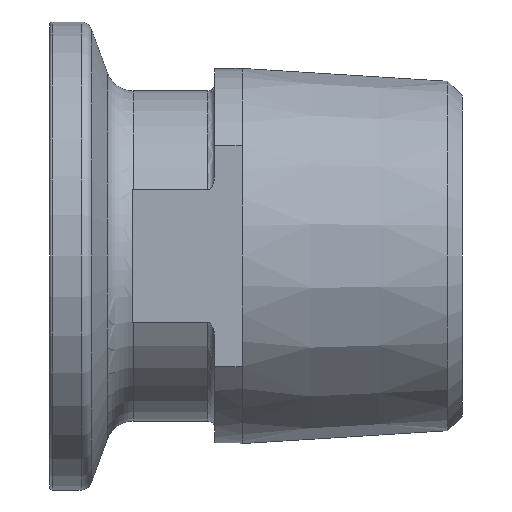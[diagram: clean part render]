
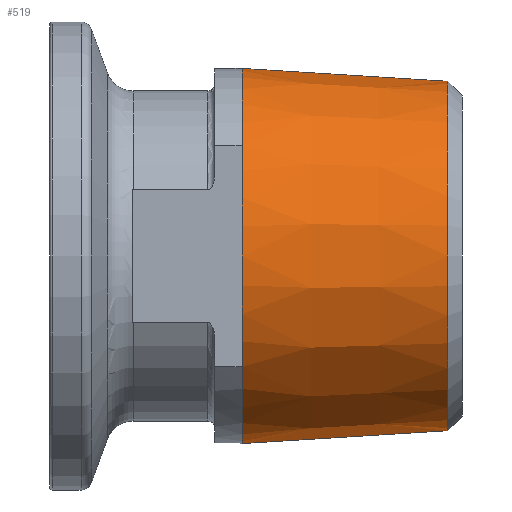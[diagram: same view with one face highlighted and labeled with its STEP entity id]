
A CAD part, front view. The second image highlights one B-rep face of the part: STEP entity #519.
In plain terms, the highlighted conical face has half-angle 3.576 degrees and reference radius 12.624 mm.
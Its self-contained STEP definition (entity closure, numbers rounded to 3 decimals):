
#9 = DIRECTION ( 'NONE',  ( 0., 0., 1. ) ) ;
#13 = EDGE_CURVE ( 'NONE', #511, #847, #298, .T. ) ;
#32 = DIRECTION ( 'NONE',  ( -1., 0., 0. ) ) ;
#67 = CARTESIAN_POINT ( 'NONE',  ( 13.989, -11., -8.04 ) ) ;
#71 = EDGE_CURVE ( 'NONE', #879, #221, #940, .T. ) ;
#72 = CARTESIAN_POINT ( 'NONE',  ( 30., 0., -12.624 ) ) ;
#79 = CONICAL_SURFACE ( 'NONE', #1185, 12.624, 0.062 ) ;
#106 = AXIS2_PLACEMENT_3D ( 'NONE', #997, #979, #635 ) ;
#108 = CIRCLE ( 'NONE', #243, 12.691 ) ;
#139 = EDGE_LOOP ( 'NONE', ( #410, #1106, #725, #800, #1145, #1021, #488, #280 ) ) ;
#221 = VERTEX_POINT ( 'NONE', #1348 ) ;
#234 = CARTESIAN_POINT ( 'NONE',  ( 28.933, 0., 0. ) ) ;
#243 = AXIS2_PLACEMENT_3D ( 'NONE', #234, #564, #910 ) ;
#263 = CIRCLE ( 'NONE', #1028, 13.625 ) ;
#280 = ORIENTED_EDGE ( 'NONE', *, *, #613, .F. ) ;
#298 = B_SPLINE_CURVE_WITH_KNOTS ( 'NONE', 3,
 ( #1162, #701, #1045, #1373 ),
 .UNSPECIFIED., .F., .F.,
 ( 4, 4 ),
 ( 0.025, 0.025 ),
 .UNSPECIFIED. ) ;
#329 = EDGE_CURVE ( 'NONE', #501, #481, #923, .T. ) ;
#358 = DIRECTION ( 'NONE',  ( -1., 0., 0. ) ) ;
#381 = CARTESIAN_POINT ( 'NONE',  ( 13.993, -11., 8.04 ) ) ;
#393 = CARTESIAN_POINT ( 'NONE',  ( 13.989, -11., 8.04 ) ) ;
#410 = ORIENTED_EDGE ( 'NONE', *, *, #1019, .F. ) ;
#417 = CARTESIAN_POINT ( 'NONE',  ( 30., 0., 0. ) ) ;
#468 = DIRECTION ( 'NONE',  ( 0., 0., 1. ) ) ;
#481 = VERTEX_POINT ( 'NONE', #1290 ) ;
#488 = ORIENTED_EDGE ( 'NONE', *, *, #13, .T. ) ;
#501 = VERTEX_POINT ( 'NONE', #1196 ) ;
#509 = EDGE_CURVE ( 'NONE', #481, #511, #515, .T. ) ;
#510 = DIRECTION ( 'NONE',  ( -0.998, 0., -0.062 ) ) ;
#511 = VERTEX_POINT ( 'NONE', #1414 ) ;
#515 = CIRCLE ( 'NONE', #106, 13.624 ) ;
#516 = CARTESIAN_POINT ( 'NONE',  ( 30., 0., 12.624 ) ) ;
#519 = ADVANCED_FACE ( 'NONE', ( #737 ), #79, .T. ) ;
#564 = DIRECTION ( 'NONE',  ( -1., 0., 0. ) ) ;
#596 = VERTEX_POINT ( 'NONE', #872 ) ;
#611 = CARTESIAN_POINT ( 'NONE',  ( 28.933, 0., -12.691 ) ) ;
#613 = EDGE_CURVE ( 'NONE', #596, #847, #263, .T. ) ;
#617 = CARTESIAN_POINT ( 'NONE',  ( 13.996, -11., 8.039 ) ) ;
#635 = DIRECTION ( 'NONE',  ( 0., 0., -1. ) ) ;
#636 = EDGE_CURVE ( 'NONE', #1267, #879, #108, .T. ) ;
#701 = CARTESIAN_POINT ( 'NONE',  ( 13.996, -11., -8.039 ) ) ;
#715 = CIRCLE ( 'NONE', #1261, 13.625 ) ;
#725 = ORIENTED_EDGE ( 'NONE', *, *, #71, .T. ) ;
#737 = FACE_OUTER_BOUND ( 'NONE', #139, .T. ) ;
#800 = ORIENTED_EDGE ( 'NONE', *, *, #1094, .F. ) ;
#847 = VERTEX_POINT ( 'NONE', #67 ) ;
#849 = DIRECTION ( 'NONE',  ( -1., 0., 0. ) ) ;
#872 = CARTESIAN_POINT ( 'NONE',  ( 13.989, 0., -13.625 ) ) ;
#878 = DIRECTION ( 'NONE',  ( 0., 0., 1. ) ) ;
#879 = VERTEX_POINT ( 'NONE', #1058 ) ;
#910 = DIRECTION ( 'NONE',  ( 0., 0., -1. ) ) ;
#923 = B_SPLINE_CURVE_WITH_KNOTS ( 'NONE', 3,
 ( #393, #381, #617, #1159 ),
 .UNSPECIFIED., .F., .F.,
 ( 4, 4 ),
 ( 0.026, 0.026 ),
 .UNSPECIFIED. ) ;
#940 = LINE ( 'NONE', #516, #1144 ) ;
#979 = DIRECTION ( 'NONE',  ( 1., 0., 0. ) ) ;
#997 = CARTESIAN_POINT ( 'NONE',  ( 14., 0., 0. ) ) ;
#1019 = EDGE_CURVE ( 'NONE', #1267, #596, #1316, .T. ) ;
#1021 = ORIENTED_EDGE ( 'NONE', *, *, #509, .T. ) ;
#1028 = AXIS2_PLACEMENT_3D ( 'NONE', #1218, #358, #878 ) ;
#1045 = CARTESIAN_POINT ( 'NONE',  ( 13.993, -11., -8.04 ) ) ;
#1058 = CARTESIAN_POINT ( 'NONE',  ( 28.933, 0., 12.691 ) ) ;
#1094 = EDGE_CURVE ( 'NONE', #501, #221, #715, .T. ) ;
#1106 = ORIENTED_EDGE ( 'NONE', *, *, #636, .T. ) ;
#1144 = VECTOR ( 'NONE', #1211, 1000. ) ;
#1145 = ORIENTED_EDGE ( 'NONE', *, *, #329, .T. ) ;
#1159 = CARTESIAN_POINT ( 'NONE',  ( 14., -11., 8.039 ) ) ;
#1162 = CARTESIAN_POINT ( 'NONE',  ( 14., -11., -8.039 ) ) ;
#1185 = AXIS2_PLACEMENT_3D ( 'NONE', #417, #849, #9 ) ;
#1196 = CARTESIAN_POINT ( 'NONE',  ( 13.989, -11., 8.04 ) ) ;
#1211 = DIRECTION ( 'NONE',  ( -0.998, 0., 0.062 ) ) ;
#1218 = CARTESIAN_POINT ( 'NONE',  ( 13.989, 0., 0. ) ) ;
#1261 = AXIS2_PLACEMENT_3D ( 'NONE', #1322, #32, #468 ) ;
#1267 = VERTEX_POINT ( 'NONE', #611 ) ;
#1290 = CARTESIAN_POINT ( 'NONE',  ( 14., -11., 8.039 ) ) ;
#1316 = LINE ( 'NONE', #72, #1330 ) ;
#1322 = CARTESIAN_POINT ( 'NONE',  ( 13.989, 0., 0. ) ) ;
#1330 = VECTOR ( 'NONE', #510, 1000. ) ;
#1348 = CARTESIAN_POINT ( 'NONE',  ( 13.989, 0., 13.625 ) ) ;
#1373 = CARTESIAN_POINT ( 'NONE',  ( 13.989, -11., -8.04 ) ) ;
#1414 = CARTESIAN_POINT ( 'NONE',  ( 14., -11., -8.039 ) ) ;
